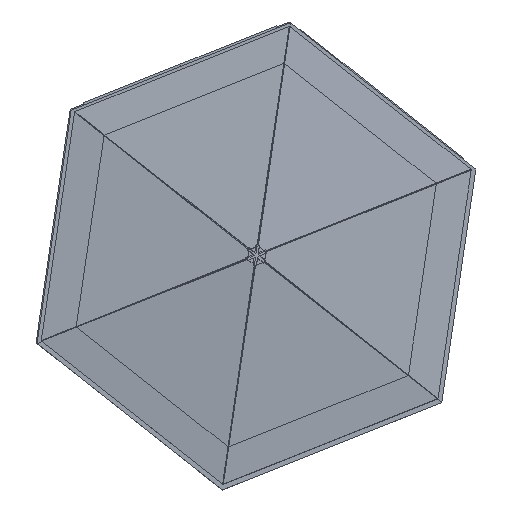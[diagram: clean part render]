
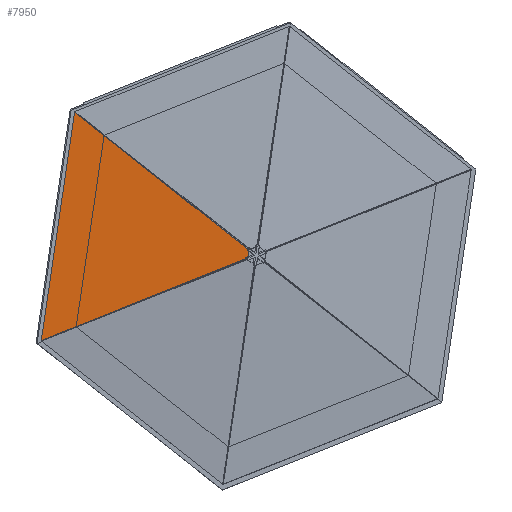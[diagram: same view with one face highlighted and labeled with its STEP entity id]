
A CAD part, top view. The second image highlights one B-rep face of the part: STEP entity #7950.
In plain terms, the highlighted face is planar.
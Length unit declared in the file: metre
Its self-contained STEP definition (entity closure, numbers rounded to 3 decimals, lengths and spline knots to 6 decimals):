
#800=ORIENTED_EDGE('',*,*,#2732,.F.);
#801=ORIENTED_EDGE('',*,*,#2733,.F.);
#802=ORIENTED_EDGE('',*,*,#2715,.T.);
#803=ORIENTED_EDGE('',*,*,#2717,.F.);
#804=ORIENTED_EDGE('',*,*,#2723,.T.);
#805=ORIENTED_EDGE('',*,*,#2726,.T.);
#806=ORIENTED_EDGE('',*,*,#2729,.F.);
#2715=EDGE_CURVE('',#3724,#3723,#4507,.T.);
#2717=EDGE_CURVE('',#3725,#3723,#4509,.T.);
#2723=EDGE_CURVE('',#3725,#3729,#4515,.T.);
#2726=EDGE_CURVE('',#3729,#3731,#4518,.T.);
#2729=EDGE_CURVE('',#3733,#3731,#4521,.T.);
#2732=EDGE_CURVE('',#3735,#3733,#4524,.T.);
#2733=EDGE_CURVE('',#3724,#3735,#4525,.T.);
#3723=VERTEX_POINT('',#11770);
#3724=VERTEX_POINT('',#11772);
#3725=VERTEX_POINT('',#11776);
#3729=VERTEX_POINT('',#11786);
#3731=VERTEX_POINT('',#11792);
#3733=VERTEX_POINT('',#11798);
#3735=VERTEX_POINT('',#11804);
#4507=LINE('',#11771,#5525);
#4509=LINE('',#11775,#5527);
#4515=LINE('',#11787,#5533);
#4518=LINE('',#11793,#5536);
#4521=LINE('',#11799,#5539);
#4524=LINE('',#11805,#5542);
#4525=LINE('',#11807,#5543);
#5525=VECTOR('',#9585,1.);
#5527=VECTOR('',#9589,1.);
#5533=VECTOR('',#9597,1.);
#5536=VECTOR('',#9602,1.);
#5539=VECTOR('',#9607,1.);
#5542=VECTOR('',#9612,1.);
#5543=VECTOR('',#9615,1.);
#6452=EDGE_LOOP('',(#800,#801,#802,#803,#804,#805,#806));
#6992=FACE_BOUND('',#6452,.T.);
#7515=PLANE('',#8719);
#7950=ADVANCED_FACE('',(#6992),#7515,.T.);
#8719=AXIS2_PLACEMENT_3D('',#11811,#9618,#9619);
#9585=DIRECTION('',(0.5,-0.866,0.));
#9589=DIRECTION('',(-0.497,-0.864,-0.075));
#9597=DIRECTION('',(-0.5,0.866,0.));
#9602=DIRECTION('',(0.497,0.864,0.075));
#9607=DIRECTION('',(0.997,-0.002,0.075));
#9612=DIRECTION('',(0.5,-0.866,0.));
#9615=DIRECTION('',(0.997,-0.002,0.075));
#9618=DIRECTION('',(-0.075,-0.044,0.996));
#9619=DIRECTION('',(0.5,-0.866,0.));
#11770=CARTESIAN_POINT('',(-0.099762,-0.17224,0.006326));
#11771=CARTESIAN_POINT('',(-0.149404,-0.086258,0.006326));
#11772=CARTESIAN_POINT('',(-0.199045,-0.000277,0.006326));
#11775=CARTESIAN_POINT('',(-0.052509,-0.090081,0.0135));
#11776=CARTESIAN_POINT('',(-0.005255,-0.007922,0.020674));
#11786=CARTESIAN_POINT('',(-0.005784,-0.007006,0.020674));
#11787=CARTESIAN_POINT('',(-0.00552,-0.007464,0.020674));
#11792=CARTESIAN_POINT('',(-0.002627,-0.001517,0.021154));
#11793=CARTESIAN_POINT('',(-0.004206,-0.004261,0.020914));
#11798=CARTESIAN_POINT('',(-0.008959,-0.001506,0.020674));
#11799=CARTESIAN_POINT('',(-0.005793,-0.001512,0.020914));
#11804=CARTESIAN_POINT('',(-0.009488,-0.00059,0.020674));
#11805=CARTESIAN_POINT('',(-0.009224,-0.001048,0.020674));
#11807=CARTESIAN_POINT('',(-0.104267,-0.000433,0.0135));
#11811=CARTESIAN_POINT('',(-0.001046,-0.000604,0.021313));
